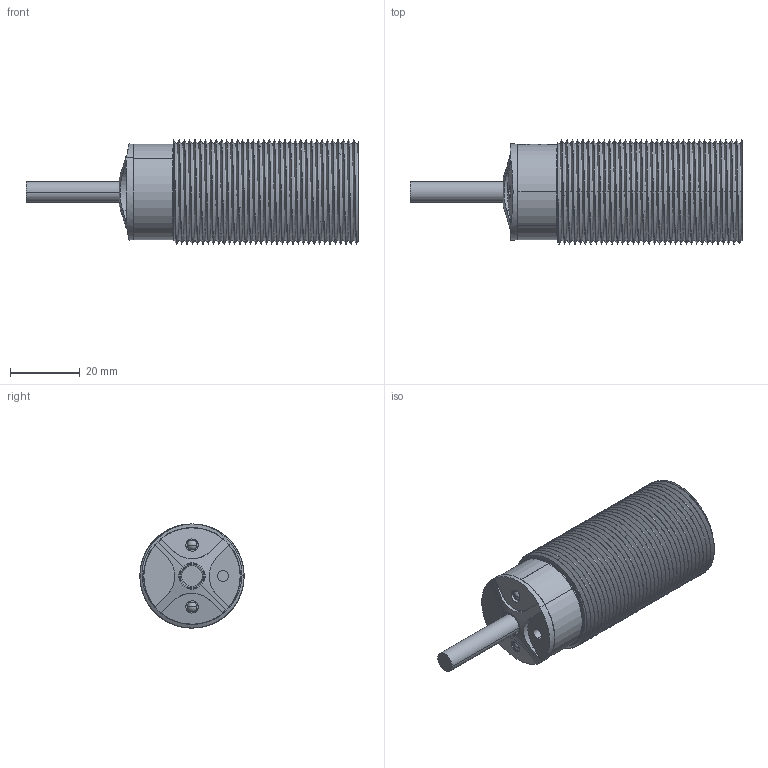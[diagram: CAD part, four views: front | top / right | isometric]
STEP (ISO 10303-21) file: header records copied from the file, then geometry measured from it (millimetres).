
FILE_DESCRIPTION((''),'2;1');
FILE_NAME('156672_ASM','2016-04-07T',('PDMAdmin'),(''),'PRO/ENGINEER BY PARAMETRIC TECHNOLOGY CORPORATION, 2013230','PRO/ENGINEER BY PARAMETRIC TECHNOLOGY CORPORATION, 2013230','');
FILE_SCHEMA(('CONFIG_CONTROL_DESIGN'));
Length unit declared in the file: inch
Products named in the file (12): 32435; 31783; 31786; 31788; 31787; 31912_ASM; 32188; 09460_WEB; 28554; 28557; 32394_WEB_LABEL; 156672_ASM
Assembly tree (11 placements, depth 3):
  156672_ASM
    32435
    31912_ASM
      31783
      31786
      31788
      31787
    32188
    09460_WEB
    28554
    28557
    32394_WEB_LABEL
Bounding box: 95.53 x 29.97 x 29.97 mm (x, y, z)
Volume: 17985.5 mm3; surface area: 40438.3 mm2
Topology: 10 solids, 12 shells, 585 faces, 1539 edges, 1002 vertices
Faces by surface type: plane 325, cylinder 194, cone 24, bspline 22, torus 12, sphere 8
Entity records: 27940 total; most frequent: CARTESIAN_POINT 13429, ORIENTED_EDGE 3058, DIRECTION 2800, EDGE_CURVE 1531, VERTEX_POINT 1002, VECTOR 942, LINE 942, AXIS2_PLACEMENT_3D 929
